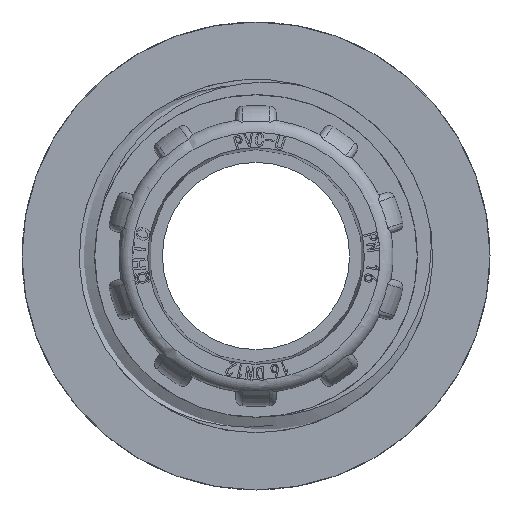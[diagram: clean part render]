
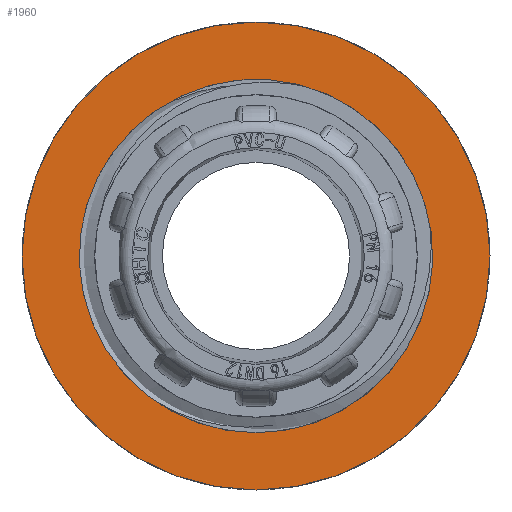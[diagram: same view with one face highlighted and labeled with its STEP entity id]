
A CAD part, front view. The second image highlights one B-rep face of the part: STEP entity #1960.
In plain terms, the highlighted planar face has unit normal (0, -1, 0).
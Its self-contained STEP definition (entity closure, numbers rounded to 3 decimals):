
#1960=ADVANCED_FACE('',(#8420,#8421),#3595,.T.);
#3595=PLANE('',#30261);
#8155=CIRCLE('',#30256,17.5);
#8156=CIRCLE('',#30259,13.221);
#8420=FACE_BOUND('',#8596,.T.);
#8421=FACE_BOUND('',#8597,.T.);
#8596=EDGE_LOOP('',(#11054));
#8597=EDGE_LOOP('',(#11055));
#11054=ORIENTED_EDGE('',*,*,#23379,.T.);
#11055=ORIENTED_EDGE('',*,*,#23374,.T.);
#20265=VERTEX_POINT('',#41902);
#20266=VERTEX_POINT('',#42416);
#23374=EDGE_CURVE('',#20265,#20265,#8155,.T.);
#23379=EDGE_CURVE('',#20266,#20266,#8156,.T.);
#30256=AXIS2_PLACEMENT_3D('',#41901,#32401,#32402);
#30259=AXIS2_PLACEMENT_3D('',#42415,#32407,#32408);
#30261=AXIS2_PLACEMENT_3D('',#43242,#32411,#32412);
#32401=DIRECTION('',(0.,-1.,0.));
#32402=DIRECTION('',(0.,0.,-1.));
#32407=DIRECTION('',(0.,1.,0.));
#32408=DIRECTION('',(0.,0.,-1.));
#32411=DIRECTION('',(0.,-1.,0.));
#32412=DIRECTION('',(0.,0.,-1.));
#41901=CARTESIAN_POINT('',(52476.741,6845.862,-4.457));
#41902=CARTESIAN_POINT('',(52476.741,6845.862,-21.957));
#42415=CARTESIAN_POINT('',(52476.741,6845.862,-4.457));
#42416=CARTESIAN_POINT('',(52476.741,6845.862,-17.677));
#43242=CARTESIAN_POINT('',(52476.741,6845.862,-17.677));
